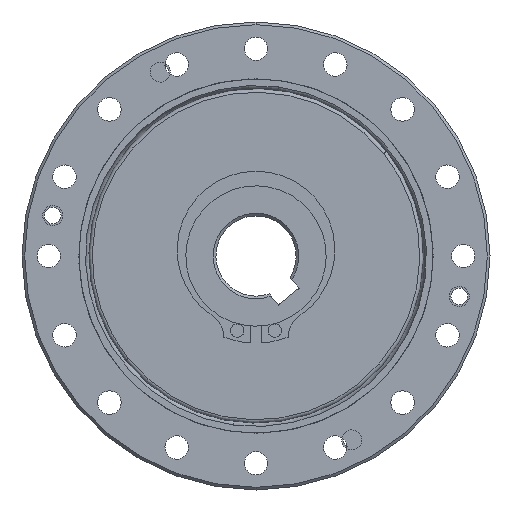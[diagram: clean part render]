
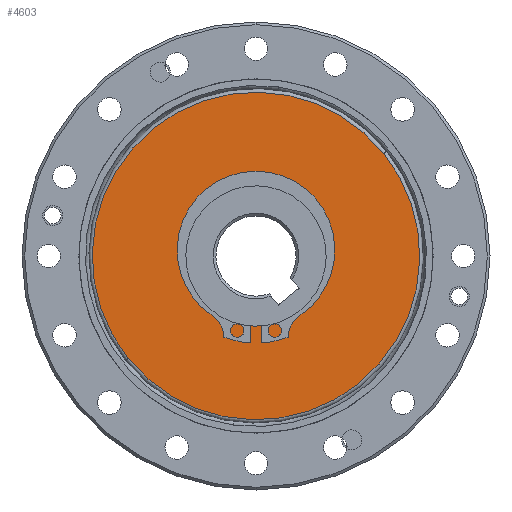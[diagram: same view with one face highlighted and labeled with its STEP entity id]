
A CAD part, front view. The second image highlights one B-rep face of the part: STEP entity #4603.
In plain terms, the highlighted planar face has unit normal (0, -1, 0).
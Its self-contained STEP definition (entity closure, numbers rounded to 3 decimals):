
#3974=CARTESIAN_POINT('',(0.,-7.5,0.));
#3975=DIRECTION('',(0.,1.,0.));
#3976=DIRECTION('',(0.,0.,-1.));
#3977=AXIS2_PLACEMENT_3D('',#3974,#3975,#3976);
#3979=CARTESIAN_POINT('',(0.,-7.5,0.));
#3980=DIRECTION('',(0.,-1.,0.));
#3981=DIRECTION('',(0.,0.,-1.));
#3982=AXIS2_PLACEMENT_3D('',#3979,#3980,#3981);
#3984=CARTESIAN_POINT('',(0.,-7.5,0.));
#3985=DIRECTION('',(0.,1.,0.));
#3986=DIRECTION('',(0.,0.,1.));
#3987=AXIS2_PLACEMENT_3D('',#3984,#3985,#3986);
#3989=CARTESIAN_POINT('',(0.,-7.5,0.));
#3990=DIRECTION('',(0.,1.,0.));
#3991=DIRECTION('',(0.,0.,-1.));
#3992=AXIS2_PLACEMENT_3D('',#3989,#3990,#3991);
#4026=CARTESIAN_POINT('',(0.,-7.5,-10.5));
#4028=VERTEX_POINT('',#4026);
#4038=CARTESIAN_POINT('',(0.,-7.5,10.5));
#4040=VERTEX_POINT('',#4038);
#4097=CARTESIAN_POINT('',(0.,-7.5,24.5));
#4098=CARTESIAN_POINT('',(0.,-7.5,-24.5));
#4099=VERTEX_POINT('',#4097);
#4100=VERTEX_POINT('',#4098);
#4590=CARTESIAN_POINT('',(0.,-7.5,0.));
#4591=DIRECTION('',(0.,-1.,0.));
#4592=DIRECTION('',(0.,0.,1.));
#4593=AXIS2_PLACEMENT_3D('',#4590,#4591,#4592);
#4594=PLANE('',#4593);
#4595=ORIENTED_EDGE('',*,*,#4133,.T.);
#4596=ORIENTED_EDGE('',*,*,#4148,.T.);
#4597=EDGE_LOOP('',(#4595,#4596));
#4598=FACE_OUTER_BOUND('',#4597,.F.);
#4599=ORIENTED_EDGE('',*,*,#4583,.F.);
#4600=ORIENTED_EDGE('',*,*,#4572,.T.);
#4601=EDGE_LOOP('',(#4599,#4600));
#4602=FACE_BOUND('',#4601,.F.);
#4603=ADVANCED_FACE('',(#4598,#4602),#4594,.T.);
#3978=CIRCLE('',#3977,10.5);
#3983=CIRCLE('',#3982,10.5);
#3988=CIRCLE('',#3987,24.5);
#3993=CIRCLE('',#3992,24.5);
#4133=EDGE_CURVE('',#4099,#4100,#3988,.T.);
#4148=EDGE_CURVE('',#4100,#4099,#3993,.T.);
#4572=EDGE_CURVE('',#4028,#4040,#3983,.T.);
#4583=EDGE_CURVE('',#4028,#4040,#3978,.T.);
